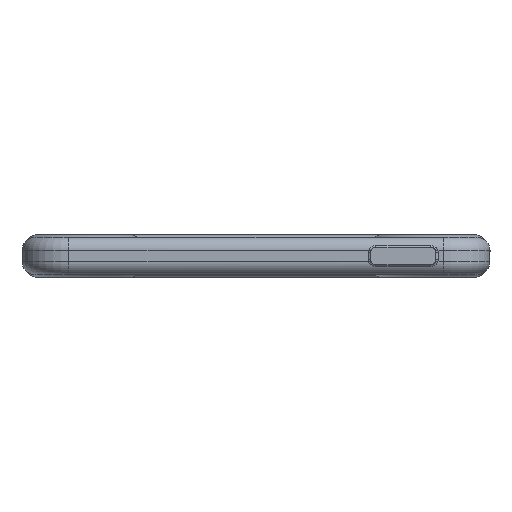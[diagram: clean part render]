
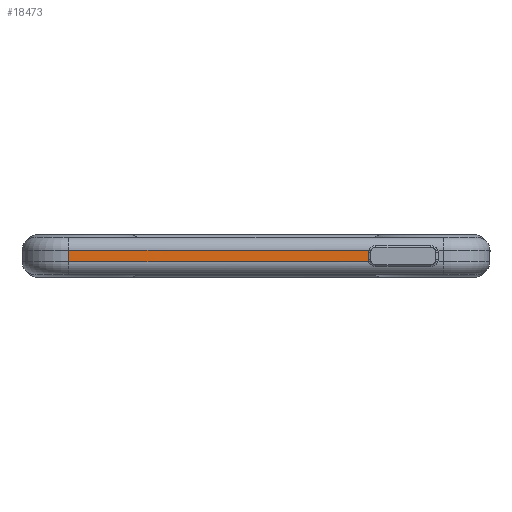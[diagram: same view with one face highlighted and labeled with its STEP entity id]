
A CAD part, front view. The second image highlights one B-rep face of the part: STEP entity #18473.
In plain terms, the highlighted planar face has unit normal (0, -1, 0).
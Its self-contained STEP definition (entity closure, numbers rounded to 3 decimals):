
#71 = DIRECTION ( 'NONE',  ( 0., 1., 0. ) ) ;
#375 = EDGE_LOOP ( 'NONE', ( #24442, #34886, #13930, #9271, #32175, #10614 ) ) ;
#991 = EDGE_CURVE ( 'NONE', #32870, #18981, #3288, .T. ) ;
#1272 = VERTEX_POINT ( 'NONE', #18021 ) ;
#2542 = DIRECTION ( 'NONE',  ( 0., 1., 0. ) ) ;
#2665 = CARTESIAN_POINT ( 'NONE',  ( -7.5, -69.125, 0.225 ) ) ;
#3045 = AXIS2_PLACEMENT_3D ( 'NONE', #24034, #15663, #18622 ) ;
#3100 = CARTESIAN_POINT ( 'NONE',  ( 4.8, -69.125, -0.15 ) ) ;
#3120 = DIRECTION ( 'NONE',  ( 0., 0., -1. ) ) ;
#3288 = LINE ( 'NONE', #34466, #28174 ) ;
#3497 = CARTESIAN_POINT ( 'NONE',  ( -7.5, -69.125, 0.75 ) ) ;
#4599 = AXIS2_PLACEMENT_3D ( 'NONE', #11030, #71, #14369 ) ;
#6872 = LINE ( 'NONE', #32509, #27950 ) ;
#9271 = ORIENTED_EDGE ( 'NONE', *, *, #11708, .T. ) ;
#10614 = ORIENTED_EDGE ( 'NONE', *, *, #26028, .T. ) ;
#10823 = DIRECTION ( 'NONE',  ( -1., 0., 0. ) ) ;
#11030 = CARTESIAN_POINT ( 'NONE',  ( 7.5, -69.125, 0.75 ) ) ;
#11195 = CARTESIAN_POINT ( 'NONE',  ( 4.5, -69.125, 0.15 ) ) ;
#11437 = CARTESIAN_POINT ( 'NONE',  ( -7.5, -69.125, -0.225 ) ) ;
#11491 = EDGE_CURVE ( 'NONE', #30181, #11876, #6872, .T. ) ;
#11708 = EDGE_CURVE ( 'NONE', #11876, #1272, #35054, .T. ) ;
#11748 = CARTESIAN_POINT ( 'NONE',  ( 4.5, -69.125, -0.15 ) ) ;
#11876 = VERTEX_POINT ( 'NONE', #11195 ) ;
#12734 = CARTESIAN_POINT ( 'NONE',  ( -7.5, -69.125, 0.225 ) ) ;
#13930 = ORIENTED_EDGE ( 'NONE', *, *, #11491, .T. ) ;
#14003 = PLANE ( 'NONE',  #4599 ) ;
#14176 = LINE ( 'NONE', #2665, #33447 ) ;
#14369 = DIRECTION ( 'NONE',  ( -1., 0., 0. ) ) ;
#14608 = DIRECTION ( 'NONE',  ( 1., 0., 0. ) ) ;
#15663 = DIRECTION ( 'NONE',  ( 0., 1., 0. ) ) ;
#18021 = CARTESIAN_POINT ( 'NONE',  ( 4.51, -69.125, 0.225 ) ) ;
#18120 = VERTEX_POINT ( 'NONE', #12734 ) ;
#18473 = ADVANCED_FACE ( 'NONE', ( #19745 ), #14003, .F. ) ;
#18622 = DIRECTION ( 'NONE',  ( -1., 0., 0. ) ) ;
#18881 = CARTESIAN_POINT ( 'NONE',  ( 4.51, -69.125, -0.225 ) ) ;
#18981 = VERTEX_POINT ( 'NONE', #18881 ) ;
#19338 = AXIS2_PLACEMENT_3D ( 'NONE', #3100, #2542, #19986 ) ;
#19745 = FACE_OUTER_BOUND ( 'NONE', #375, .T. ) ;
#19986 = DIRECTION ( 'NONE',  ( -1., 0., 0. ) ) ;
#20816 = DIRECTION ( 'NONE',  ( 0., 0., 1. ) ) ;
#24034 = CARTESIAN_POINT ( 'NONE',  ( 4.8, -69.125, 0.15 ) ) ;
#24442 = ORIENTED_EDGE ( 'NONE', *, *, #991, .T. ) ;
#25809 = VECTOR ( 'NONE', #3120, 1000. ) ;
#26028 = EDGE_CURVE ( 'NONE', #18120, #32870, #34487, .T. ) ;
#27950 = VECTOR ( 'NONE', #20816, 1000. ) ;
#28174 = VECTOR ( 'NONE', #14608, 1000. ) ;
#29313 = EDGE_CURVE ( 'NONE', #18981, #30181, #31210, .T. ) ;
#30181 = VERTEX_POINT ( 'NONE', #11748 ) ;
#31210 = CIRCLE ( 'NONE', #19338, 0.3 ) ;
#31490 = EDGE_CURVE ( 'NONE', #1272, #18120, #14176, .T. ) ;
#32175 = ORIENTED_EDGE ( 'NONE', *, *, #31490, .T. ) ;
#32509 = CARTESIAN_POINT ( 'NONE',  ( 4.5, -69.125, 0.15 ) ) ;
#32870 = VERTEX_POINT ( 'NONE', #11437 ) ;
#33447 = VECTOR ( 'NONE', #10823, 1000. ) ;
#34466 = CARTESIAN_POINT ( 'NONE',  ( 7.5, -69.125, -0.225 ) ) ;
#34487 = LINE ( 'NONE', #3497, #25809 ) ;
#34886 = ORIENTED_EDGE ( 'NONE', *, *, #29313, .T. ) ;
#35054 = CIRCLE ( 'NONE', #3045, 0.3 ) ;
